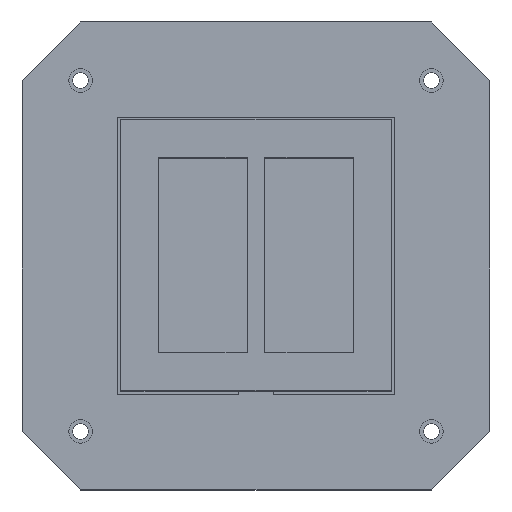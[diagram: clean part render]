
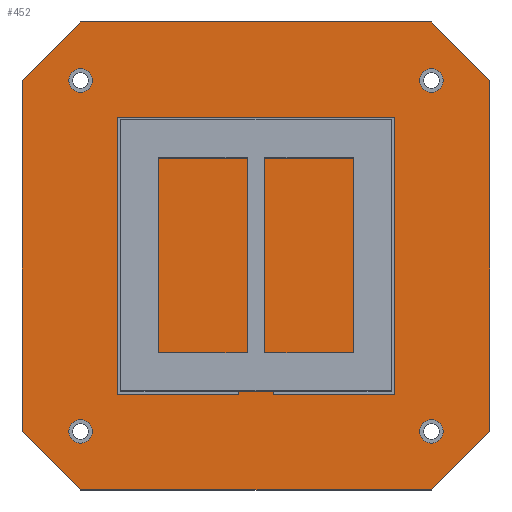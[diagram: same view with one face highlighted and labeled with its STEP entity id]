
A CAD part, top view. The second image highlights one B-rep face of the part: STEP entity #452.
In plain terms, the highlighted planar face has unit normal (0, 0, 1).
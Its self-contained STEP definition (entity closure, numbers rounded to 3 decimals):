
#340=VERTEX_POINT('',#973);
#348=EDGE_CURVE('',#370,#340,#981,.T.);
#362=VERTEX_POINT('',#996);
#366=EDGE_CURVE('',#518,#892,#1000,.T.);
#370=VERTEX_POINT('',#1004);
#388=EDGE_CURVE('',#702,#522,#1023,.T.);
#396=EDGE_CURVE('',#848,#906,#1032,.T.);
#426=VERTEX_POINT('',#1067);
#438=EDGE_CURVE('',#824,#930,#1080,.T.);
#452=ADVANCED_FACE('',(#1097,#1098,#1099,#1100,#1101,#1102),#1103,.T.);
#510=VERTEX_POINT('',#1166);
#518=VERTEX_POINT('',#1176);
#522=VERTEX_POINT('',#1180);
#564=EDGE_CURVE('',#900,#426,#1226,.T.);
#566=EDGE_CURVE('',#522,#702,#1228,.T.);
#658=EDGE_CURVE('',#824,#674,#1331,.T.);
#672=EDGE_CURVE('',#674,#698,#1349,.T.);
#674=VERTEX_POINT('',#1351);
#680=EDGE_CURVE('',#362,#698,#1357,.T.);
#694=EDGE_CURVE('',#822,#510,#1373,.T.);
#698=VERTEX_POINT('',#1377);
#700=EDGE_CURVE('',#932,#900,#1379,.T.);
#702=VERTEX_POINT('',#1381);
#708=EDGE_CURVE('',#722,#830,#1387,.T.);
#710=EDGE_CURVE('',#722,#742,#1389,.T.);
#722=VERTEX_POINT('',#1403);
#728=EDGE_CURVE('',#750,#742,#1411,.T.);
#742=VERTEX_POINT('',#1425);
#744=EDGE_CURVE('',#784,#750,#1427,.T.);
#750=VERTEX_POINT('',#1433);
#756=VERTEX_POINT('',#1447);
#768=EDGE_CURVE('',#930,#518,#1459,.T.);
#782=EDGE_CURVE('',#340,#370,#1474,.T.);
#784=VERTEX_POINT('',#1476);
#788=EDGE_CURVE('',#804,#796,#1480,.T.);
#792=EDGE_CURVE('',#796,#784,#1484,.T.);
#796=VERTEX_POINT('',#1488);
#804=VERTEX_POINT('',#1496);
#806=EDGE_CURVE('',#812,#804,#1498,.T.);
#812=VERTEX_POINT('',#1505);
#814=EDGE_CURVE('',#830,#812,#1507,.T.);
#822=VERTEX_POINT('',#1518);
#824=VERTEX_POINT('',#1520);
#830=VERTEX_POINT('',#1526);
#842=EDGE_CURVE('',#510,#822,#1539,.T.);
#848=VERTEX_POINT('',#1545);
#852=EDGE_CURVE('',#892,#938,#1549,.T.);
#860=EDGE_CURVE('',#756,#426,#1558,.T.);
#868=EDGE_CURVE('',#906,#848,#1567,.T.);
#892=VERTEX_POINT('',#1593);
#900=VERTEX_POINT('',#1601);
#906=VERTEX_POINT('',#1607);
#924=EDGE_CURVE('',#938,#932,#1626,.T.);
#926=EDGE_CURVE('',#756,#362,#1628,.T.);
#930=VERTEX_POINT('',#1632);
#932=VERTEX_POINT('',#1634);
#938=VERTEX_POINT('',#1642);
#973=CARTESIAN_POINT('',(160.0,-150.0,32.0));
#981=CIRCLE('',#1685,10.0);
#996=CARTESIAN_POINT('',(-118.5,-118.5,32.));
#1000=LINE('',#1714,#1715);
#1004=CARTESIAN_POINT('',(140.0,-150.0,32.));
#1023=CIRCLE('',#1748,10.0);
#1032=CIRCLE('',#1760,10.0);
#1067=CARTESIAN_POINT('',(-15.,-83.5,32.0));
#1080=LINE('',#1824,#1825);
#1097=FACE_BOUND('',#1844,.T.);
#1098=FACE_BOUND('',#1845,.T.);
#1099=FACE_BOUND('',#1846,.T.);
#1100=FACE_BOUND('',#1847,.T.);
#1101=FACE_OUTER_BOUND('',#1848,.T.);
#1102=FACE_BOUND('',#1849,.T.);
#1103=PLANE('',#1850);
#1166=CARTESIAN_POINT('',(140.0,150.0,32.));
#1176=CARTESIAN_POINT('',(15.,-83.5,32.0));
#1180=CARTESIAN_POINT('',(-160.0,-150.0,32.));
#1226=LINE('',#2019,#2020);
#1228=CIRCLE('',#2023,10.0);
#1331=LINE('',#2170,#2171);
#1349=LINE('',#2194,#2195);
#1351=CARTESIAN_POINT('',(118.5,118.5,32.));
#1357=LINE('',#2205,#2206);
#1373=CIRCLE('',#2224,10.0);
#1377=CARTESIAN_POINT('',(-118.5,118.5,32.));
#1379=LINE('',#2231,#2232);
#1381=CARTESIAN_POINT('',(-140.0,-150.0,32.0));
#1387=LINE('',#2242,#2243);
#1389=LINE('',#2246,#2247);
#1403=CARTESIAN_POINT('',(-200.0,-150.0,32.));
#1411=LINE('',#2274,#2275);
#1425=CARTESIAN_POINT('',(-200.0,150.0,32.));
#1427=LINE('',#2297,#2298);
#1433=CARTESIAN_POINT('',(-150.0,200.0,32.));
#1447=CARTESIAN_POINT('',(-15.,-118.5,32.0));
#1459=LINE('',#2341,#2342);
#1474=CIRCLE('',#2365,10.0);
#1476=CARTESIAN_POINT('',(150.0,200.0,32.));
#1480=LINE('',#2374,#2375);
#1484=LINE('',#2381,#2382);
#1488=CARTESIAN_POINT('',(200.0,150.0,32.));
#1496=CARTESIAN_POINT('',(200.0,-150.0,32.));
#1498=LINE('',#2403,#2404);
#1505=CARTESIAN_POINT('',(150.0,-200.0,32.));
#1507=LINE('',#2415,#2416);
#1518=CARTESIAN_POINT('',(160.0,150.0,32.0));
#1520=CARTESIAN_POINT('',(118.5,-118.5,32.0));
#1526=CARTESIAN_POINT('',(-150.0,-200.0,32.));
#1539=CIRCLE('',#2455,10.0);
#1545=CARTESIAN_POINT('',(-140.0,150.0,32.0));
#1549=LINE('',#2468,#2469);
#1558=LINE('',#2483,#2484);
#1567=CIRCLE('',#2496,10.0);
#1593=CARTESIAN_POINT('',(83.5,-83.5,32.));
#1601=CARTESIAN_POINT('',(-83.5,-83.5,32.));
#1607=CARTESIAN_POINT('',(-160.0,150.0,32.));
#1626=LINE('',#2576,#2577);
#1628=LINE('',#2580,#2581);
#1632=CARTESIAN_POINT('',(15.,-118.5,32.0));
#1634=CARTESIAN_POINT('',(-83.5,83.5,32.));
#1642=CARTESIAN_POINT('',(83.5,83.5,32.));
#1685=AXIS2_PLACEMENT_3D('',#2623,#2624,#2625);
#1714=CARTESIAN_POINT('',(-83.5,-83.5,32.));
#1715=VECTOR('',#2645,1.0);
#1748=AXIS2_PLACEMENT_3D('',#2661,#2662,#2663);
#1760=AXIS2_PLACEMENT_3D('',#2677,#2678,#2679);
#1824=CARTESIAN_POINT('',(115.5,-118.5,32.));
#1825=VECTOR('',#2734,1.0);
#1844=EDGE_LOOP('',(#2759,#2760));
#1845=EDGE_LOOP('',(#2761,#2762));
#1846=EDGE_LOOP('',(#2763,#2764));
#1847=EDGE_LOOP('',(#2765,#2766));
#1848=EDGE_LOOP('',(#2767,#2768,#2769,#2770,#2771,#2772,#2773,#2774));
#1849=EDGE_LOOP('',(#2775,#2776,#2777,#2778,#2779,#2780,#2781,#2782,#2783,#2784,#2785,#2786));
#1850=AXIS2_PLACEMENT_3D('',#2787,#2788,#2789);
#2019=CARTESIAN_POINT('',(-83.5,-83.5,32.));
#2020=VECTOR('',#2915,1.0);
#2023=AXIS2_PLACEMENT_3D('',#2916,#2917,#2918);
#2170=CARTESIAN_POINT('',(118.5,0.,32.0));
#2171=VECTOR('',#3050,1.0);
#2194=CARTESIAN_POINT('',(115.5,118.5,32.));
#2195=VECTOR('',#3077,1.0);
#2205=CARTESIAN_POINT('',(-118.5,0.,32.0));
#2206=VECTOR('',#3081,1.0);
#2224=AXIS2_PLACEMENT_3D('',#3101,#3102,#3103);
#2231=CARTESIAN_POINT('',(-83.5,83.5,32.));
#2232=VECTOR('',#3104,1.0);
#2242=CARTESIAN_POINT('',(-217.125,-132.875,32.0));
#2243=VECTOR('',#3108,1.0);
#2246=CARTESIAN_POINT('',(-200.0,0.,32.0));
#2247=VECTOR('',#3109,1.0);
#2274=CARTESIAN_POINT('',(-192.125,157.875,32.0));
#2275=VECTOR('',#3141,1.0);
#2297=CARTESIAN_POINT('',(-200.0,200.0,32.0));
#2298=VECTOR('',#3147,1.0);
#2341=CARTESIAN_POINT('',(15.,-200.0,32.0));
#2342=VECTOR('',#3190,1.0);
#2365=AXIS2_PLACEMENT_3D('',#3212,#3213,#3214);
#2374=CARTESIAN_POINT('',(200.0,0.,32.0));
#2375=VECTOR('',#3216,1.0);
#2381=CARTESIAN_POINT('',(157.875,192.125,32.0));
#2382=VECTOR('',#3220,1.0);
#2403=CARTESIAN_POINT('',(132.875,-217.125,32.0));
#2404=VECTOR('',#3224,1.0);
#2415=CARTESIAN_POINT('',(118.5,-200.0,32.0));
#2416=VECTOR('',#3236,1.0);
#2455=AXIS2_PLACEMENT_3D('',#3264,#3265,#3266);
#2468=CARTESIAN_POINT('',(83.5,-83.5,32.));
#2469=VECTOR('',#3268,1.0);
#2483=CARTESIAN_POINT('',(-15.,-200.0,32.0));
#2484=VECTOR('',#3281,1.0);
#2496=AXIS2_PLACEMENT_3D('',#3291,#3292,#3293);
#2576=CARTESIAN_POINT('',(83.5,83.5,32.));
#2577=VECTOR('',#3333,1.0);
#2580=CARTESIAN_POINT('',(115.5,-118.5,32.));
#2581=VECTOR('',#3334,1.0);
#2623=CARTESIAN_POINT('',(150.0,-150.0,32.0));
#2624=DIRECTION('',(0.,0.,-1.0));
#2625=DIRECTION('',(-1.0,0.,0.));
#2645=DIRECTION('',(1.0,0.0,0.0));
#2661=CARTESIAN_POINT('',(-150.0,-150.0,32.0));
#2662=DIRECTION('',(0.,0.,-1.0));
#2663=DIRECTION('',(-1.0,0.,0.));
#2677=CARTESIAN_POINT('',(-150.0,150.0,32.0));
#2678=DIRECTION('',(0.,0.,-1.0));
#2679=DIRECTION('',(-1.0,0.,0.));
#2734=DIRECTION('',(-1.0,0.0,0.0));
#2759=ORIENTED_EDGE('',*,*,#868,.T.);
#2760=ORIENTED_EDGE('',*,*,#396,.T.);
#2761=ORIENTED_EDGE('',*,*,#566,.T.);
#2762=ORIENTED_EDGE('',*,*,#388,.T.);
#2763=ORIENTED_EDGE('',*,*,#842,.T.);
#2764=ORIENTED_EDGE('',*,*,#694,.T.);
#2765=ORIENTED_EDGE('',*,*,#348,.T.);
#2766=ORIENTED_EDGE('',*,*,#782,.T.);
#2767=ORIENTED_EDGE('',*,*,#814,.T.);
#2768=ORIENTED_EDGE('',*,*,#806,.T.);
#2769=ORIENTED_EDGE('',*,*,#788,.T.);
#2770=ORIENTED_EDGE('',*,*,#792,.T.);
#2771=ORIENTED_EDGE('',*,*,#744,.T.);
#2772=ORIENTED_EDGE('',*,*,#728,.T.);
#2773=ORIENTED_EDGE('',*,*,#710,.F.);
#2774=ORIENTED_EDGE('',*,*,#708,.T.);
#2775=ORIENTED_EDGE('',*,*,#924,.T.);
#2776=ORIENTED_EDGE('',*,*,#700,.T.);
#2777=ORIENTED_EDGE('',*,*,#564,.T.);
#2778=ORIENTED_EDGE('',*,*,#860,.F.);
#2779=ORIENTED_EDGE('',*,*,#926,.T.);
#2780=ORIENTED_EDGE('',*,*,#680,.T.);
#2781=ORIENTED_EDGE('',*,*,#672,.F.);
#2782=ORIENTED_EDGE('',*,*,#658,.F.);
#2783=ORIENTED_EDGE('',*,*,#438,.T.);
#2784=ORIENTED_EDGE('',*,*,#768,.T.);
#2785=ORIENTED_EDGE('',*,*,#366,.T.);
#2786=ORIENTED_EDGE('',*,*,#852,.T.);
#2787=CARTESIAN_POINT('',(45.5,0.,32.));
#2788=DIRECTION('',(0.0,0.0,1.0));
#2789=DIRECTION('',(-1.0,0.0,0.0));
#2915=DIRECTION('',(1.0,0.0,0.0));
#2916=CARTESIAN_POINT('',(-150.0,-150.0,32.0));
#2917=DIRECTION('',(0.,0.,-1.0));
#2918=DIRECTION('',(-1.0,0.,0.));
#3050=DIRECTION('',(0.,1.0,0.));
#3077=DIRECTION('',(-1.0,0.0,0.0));
#3081=DIRECTION('',(0.,1.0,0.));
#3101=CARTESIAN_POINT('',(150.0,150.0,32.0));
#3102=DIRECTION('',(0.,0.,-1.0));
#3103=DIRECTION('',(-1.0,0.,0.));
#3104=DIRECTION('',(0.0,-1.0,0.0));
#3108=DIRECTION('',(0.707,-0.707,0.));
#3109=DIRECTION('',(0.,1.0,0.));
#3141=DIRECTION('',(-0.707,-0.707,0.));
#3147=DIRECTION('',(-1.0,0.,0.0));
#3190=DIRECTION('',(0.0,1.0,0.0));
#3212=CARTESIAN_POINT('',(150.0,-150.0,32.0));
#3213=DIRECTION('',(0.,0.,-1.0));
#3214=DIRECTION('',(-1.0,0.,0.));
#3216=DIRECTION('',(0.,1.0,0.));
#3220=DIRECTION('',(-0.707,0.707,0.));
#3224=DIRECTION('',(0.707,0.707,0.));
#3236=DIRECTION('',(1.0,0.,0.0));
#3264=CARTESIAN_POINT('',(150.0,150.0,32.0));
#3265=DIRECTION('',(0.,0.,-1.0));
#3266=DIRECTION('',(-1.0,0.,0.));
#3268=DIRECTION('',(0.0,1.0,0.0));
#3281=DIRECTION('',(0.0,1.0,0.0));
#3291=CARTESIAN_POINT('',(-150.0,150.0,32.0));
#3292=DIRECTION('',(0.,0.,-1.0));
#3293=DIRECTION('',(-1.0,0.,0.));
#3333=DIRECTION('',(-1.0,0.0,0.0));
#3334=DIRECTION('',(-1.0,0.0,0.0));
